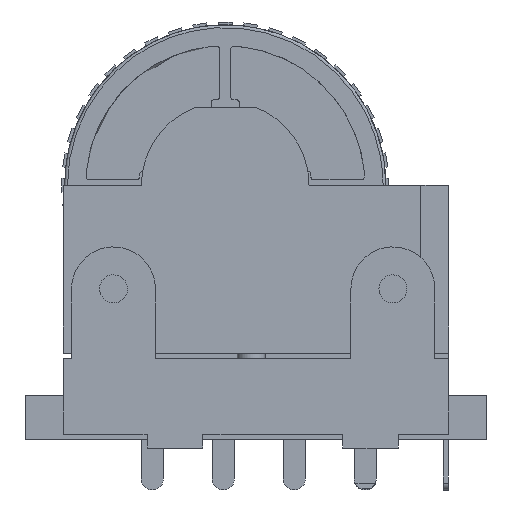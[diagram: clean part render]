
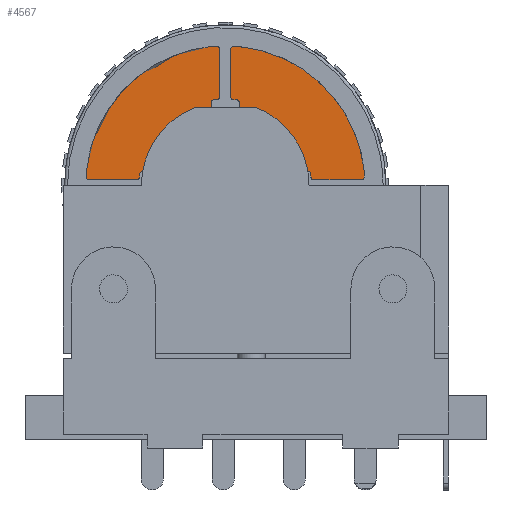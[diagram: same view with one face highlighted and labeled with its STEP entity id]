
A CAD part, front view. The second image highlights one B-rep face of the part: STEP entity #4567.
In plain terms, the highlighted free-form (B-spline) face has degree [1, 1] with [2, 2] control points.
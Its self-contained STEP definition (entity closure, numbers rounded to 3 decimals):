
#4523 = ( BOUNDED_SURFACE() B_SPLINE_SURFACE(2,1,(
    (#4524,#4525)
    ,(#4526,#4527)
    ,(#4528,#4529)
    ,(#4530,#4531)
    ,(#4532,#4533)
    ,(#4534,#4535)
    ,(#4536,#4537)
    ,(#4538,#4539)
    ,(#4540,#4541
)),.UNSPECIFIED.,.T.,.F.,.F.) B_SPLINE_SURFACE_WITH_KNOTS((3,2,2,2,3),(2
    ,2),(-3.142,-2.094,0.,2.094,3.142)
,(-11.95,-0.333),.UNSPECIFIED.) GEOMETRIC_REPRESENTATION_ITEM() 
RATIONAL_B_SPLINE_SURFACE((
    (0.75,0.75)
    ,(0.75,0.75)
    ,(1.,1.)
    ,(0.5,0.5)
    ,(1.,1.)
    ,(0.5,0.5)
    ,(1.,1.)
    ,(0.75,0.75)
,(0.75,0.75))) REPRESENTATION_ITEM('') SURFACE() );
#4524 = CARTESIAN_POINT('',(0.8,14.2,10.95));
#4525 = CARTESIAN_POINT('',(0.8,2.583,10.95));
#4526 = CARTESIAN_POINT('',(0.8,14.2,8.063));
#4527 = CARTESIAN_POINT('',(0.8,2.583,8.063));
#4528 = CARTESIAN_POINT('',(3.3,14.2,6.62));
#4529 = CARTESIAN_POINT('',(3.3,2.583,6.62));
#4530 = CARTESIAN_POINT('',(10.8,14.2,2.29));
#4531 = CARTESIAN_POINT('',(10.8,2.583,2.29));
#4532 = CARTESIAN_POINT('',(10.8,14.2,10.95));
#4533 = CARTESIAN_POINT('',(10.8,2.583,10.95));
#4534 = CARTESIAN_POINT('',(10.8,14.2,19.61));
#4535 = CARTESIAN_POINT('',(10.8,2.583,19.61));
#4536 = CARTESIAN_POINT('',(3.3,14.2,15.28));
#4537 = CARTESIAN_POINT('',(3.3,2.583,15.28));
#4538 = CARTESIAN_POINT('',(0.8,14.2,13.837));
#4539 = CARTESIAN_POINT('',(0.8,2.583,13.837));
#4540 = CARTESIAN_POINT('',(0.8,14.2,10.95));
#4541 = CARTESIAN_POINT('',(0.8,2.583,10.95));
#4567 = ADVANCED_FACE('',(#4568),#4584,.T.);
#4568 = FACE_BOUND('',#4569,.T.);
#4569 = EDGE_LOOP('',(#4570));
#4570 = ORIENTED_EDGE('',*,*,#4571,.F.);
#4571 = EDGE_CURVE('',#4572,#4572,#4574,.T.);
#4572 = VERTEX_POINT('',#4573);
#4573 = CARTESIAN_POINT('',(0.8,2.583,10.95));
#4574 = SURFACE_CURVE('',#4575,(#4583,#4599),.PCURVE_S1.);
#4575 = ( BOUNDED_CURVE() B_SPLINE_CURVE(2,(#4576,#4577,#4578,#4579,
#4580,#4581,#4582),.UNSPECIFIED.,.T.,.F.) B_SPLINE_CURVE_WITH_KNOTS((3,2
    ,2,3),(3.142,5.236,7.33,9.425),
.PIECEWISE_BEZIER_KNOTS.) CURVE() GEOMETRIC_REPRESENTATION_ITEM() 
RATIONAL_B_SPLINE_CURVE((1.,0.5,1.,0.5,1.,0.5,1.)) REPRESENTATION_ITEM(
  '') );
#4576 = CARTESIAN_POINT('',(0.8,2.583,10.95));
#4577 = CARTESIAN_POINT('',(0.8,2.583,19.61));
#4578 = CARTESIAN_POINT('',(8.3,2.583,15.28));
#4579 = CARTESIAN_POINT('',(15.8,2.583,10.95));
#4580 = CARTESIAN_POINT('',(8.3,2.583,6.62));
#4581 = CARTESIAN_POINT('',(0.8,2.583,2.29));
#4582 = CARTESIAN_POINT('',(0.8,2.583,10.95));
#4583 = PCURVE('',#4584,#4589);
#4584 = B_SPLINE_SURFACE_WITH_KNOTS('',1,1,(
    (#4585,#4586)
    ,(#4587,#4588
  )),.UNSPECIFIED.,.F.,.F.,.F.,(2,2),(2,2),(-6.075,3.925),(-4.925,5.075)
  ,.PIECEWISE_BEZIER_KNOTS.);
#4585 = CARTESIAN_POINT('',(0.8,2.583,5.95));
#4586 = CARTESIAN_POINT('',(0.8,2.583,15.95));
#4587 = CARTESIAN_POINT('',(10.8,2.583,5.95));
#4588 = CARTESIAN_POINT('',(10.8,2.583,15.95));
#4589 = DEFINITIONAL_REPRESENTATION('',(#4590),#4598);
#4590 = ( BOUNDED_CURVE() B_SPLINE_CURVE(2,(#4591,#4592,#4593,#4594,
#4595,#4596,#4597),.UNSPECIFIED.,.F.,.F.) B_SPLINE_CURVE_WITH_KNOTS((3,2
    ,2,3),(3.142,5.236,7.33,9.425),
.PIECEWISE_BEZIER_KNOTS.) CURVE() GEOMETRIC_REPRESENTATION_ITEM() 
RATIONAL_B_SPLINE_CURVE((1.,0.5,1.,0.5,1.,0.5,1.)) REPRESENTATION_ITEM(
  '') );
#4591 = CARTESIAN_POINT('',(-6.075,0.075));
#4592 = CARTESIAN_POINT('',(-6.075,8.735));
#4593 = CARTESIAN_POINT('',(1.425,4.405));
#4594 = CARTESIAN_POINT('',(8.925,0.075));
#4595 = CARTESIAN_POINT('',(1.425,-4.255));
#4596 = CARTESIAN_POINT('',(-6.075,-8.585));
#4597 = CARTESIAN_POINT('',(-6.075,0.075));
#4598 = ( GEOMETRIC_REPRESENTATION_CONTEXT(2) 
PARAMETRIC_REPRESENTATION_CONTEXT() REPRESENTATION_CONTEXT('2D SPACE',''
  ) );
#4599 = PCURVE('',#4523,#4600);
#4600 = DEFINITIONAL_REPRESENTATION('',(#4601),#4624);
#4601 = B_SPLINE_CURVE_WITH_KNOTS('',7,(#4602,#4603,#4604,#4605,#4606,
    #4607,#4608,#4609,#4610,#4611,#4612,#4613,#4614,#4615,#4616,#4617,
    #4618,#4619,#4620,#4621,#4622,#4623),.UNSPECIFIED.,.F.,.F.,(8,7,7,8)
  ,(3.142,5.236,7.33,9.425),
  .PIECEWISE_BEZIER_KNOTS.);
#4602 = CARTESIAN_POINT('',(3.142,-0.333));
#4603 = CARTESIAN_POINT('',(2.927,-0.333));
#4604 = CARTESIAN_POINT('',(2.579,-0.333));
#4605 = CARTESIAN_POINT('',(2.588,-0.333));
#4606 = CARTESIAN_POINT('',(1.601,-0.333));
#4607 = CARTESIAN_POINT('',(1.61,-0.333));
#4608 = CARTESIAN_POINT('',(1.262,-0.333));
#4609 = CARTESIAN_POINT('',(1.047,-0.333));
#4610 = CARTESIAN_POINT('',(0.833,-0.333));
#4611 = CARTESIAN_POINT('',(0.485,-0.333));
#4612 = CARTESIAN_POINT('',(0.493,-0.333));
#4613 = CARTESIAN_POINT('',(-0.493,-0.333));
#4614 = CARTESIAN_POINT('',(-0.485,-0.333));
#4615 = CARTESIAN_POINT('',(-0.833,-0.333));
#4616 = CARTESIAN_POINT('',(-1.047,-0.333));
#4617 = CARTESIAN_POINT('',(-1.262,-0.333));
#4618 = CARTESIAN_POINT('',(-1.61,-0.333));
#4619 = CARTESIAN_POINT('',(-1.601,-0.333));
#4620 = CARTESIAN_POINT('',(-2.588,-0.333));
#4621 = CARTESIAN_POINT('',(-2.579,-0.333));
#4622 = CARTESIAN_POINT('',(-2.927,-0.333));
#4623 = CARTESIAN_POINT('',(-3.142,-0.333));
#4624 = ( GEOMETRIC_REPRESENTATION_CONTEXT(2) 
PARAMETRIC_REPRESENTATION_CONTEXT() REPRESENTATION_CONTEXT('2D SPACE',''
  ) );
